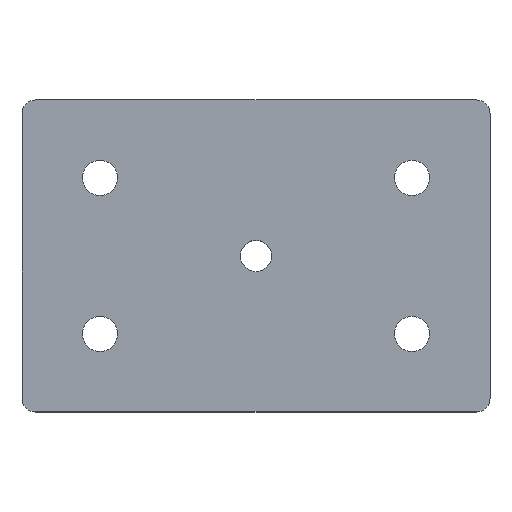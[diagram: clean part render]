
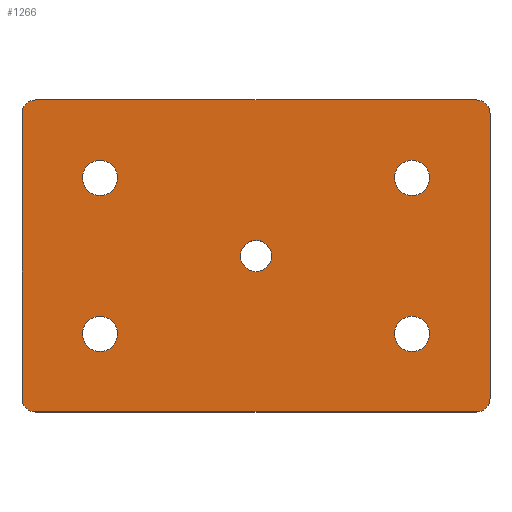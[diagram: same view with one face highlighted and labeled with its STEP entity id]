
A CAD part, top view. The second image highlights one B-rep face of the part: STEP entity #1266.
In plain terms, the highlighted planar face has unit normal (0, 0, 1).
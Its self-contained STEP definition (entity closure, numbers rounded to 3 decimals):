
#132=CARTESIAN_POINT('',(0.,-4.5,61.2));
#133=VERTEX_POINT('',#132);
#149=CARTESIAN_POINT('',(0.,4.5,61.2));
#150=VERTEX_POINT('',#149);
#157=CARTESIAN_POINT('',(0.0,0.0,61.2));
#158=DIRECTION('',(0.0,0.0,-1.0));
#159=DIRECTION('',(0.0,-1.0,0.0));
#160=AXIS2_PLACEMENT_3D('',#157,#158,#159);
#161=CIRCLE('',#160,4.5);
#162=EDGE_CURVE('',#133,#150,#161,.T.);
#216=CARTESIAN_POINT('',(0.,35.5,61.2));
#217=VERTEX_POINT('',#216);
#233=CARTESIAN_POINT('',(0.,44.5,61.2));
#234=VERTEX_POINT('',#233);
#241=CARTESIAN_POINT('',(0.0,40.0,61.2));
#242=DIRECTION('',(0.0,0.0,-1.0));
#243=DIRECTION('',(0.0,-1.0,0.0));
#244=AXIS2_PLACEMENT_3D('',#241,#242,#243);
#245=CIRCLE('',#244,4.5);
#246=EDGE_CURVE('',#217,#234,#245,.T.);
#300=CARTESIAN_POINT('',(80.,-4.5,61.2));
#301=VERTEX_POINT('',#300);
#317=CARTESIAN_POINT('',(80.0,4.5,61.2));
#318=VERTEX_POINT('',#317);
#325=CARTESIAN_POINT('',(80.0,0.,61.2));
#326=DIRECTION('',(0.0,0.0,-1.0));
#327=DIRECTION('',(0.0,-1.0,0.0));
#328=AXIS2_PLACEMENT_3D('',#325,#326,#327);
#329=CIRCLE('',#328,4.5);
#330=EDGE_CURVE('',#301,#318,#329,.T.);
#384=CARTESIAN_POINT('',(80.,35.5,61.2));
#385=VERTEX_POINT('',#384);
#401=CARTESIAN_POINT('',(80.0,44.5,61.2));
#402=VERTEX_POINT('',#401);
#409=CARTESIAN_POINT('',(80.0,40.0,61.2));
#410=DIRECTION('',(0.0,0.0,-1.0));
#411=DIRECTION('',(0.0,-1.0,0.0));
#412=AXIS2_PLACEMENT_3D('',#409,#410,#411);
#413=CIRCLE('',#412,4.5);
#414=EDGE_CURVE('',#385,#402,#413,.T.);
#468=CARTESIAN_POINT('',(40.0,16.0,61.2));
#469=VERTEX_POINT('',#468);
#485=CARTESIAN_POINT('',(40.,24.0,61.2));
#486=VERTEX_POINT('',#485);
#493=CARTESIAN_POINT('',(40.0,20.0,61.2));
#494=DIRECTION('',(0.0,0.0,-1.0));
#495=DIRECTION('',(0.0,-1.0,0.0));
#496=AXIS2_PLACEMENT_3D('',#493,#494,#495);
#497=CIRCLE('',#496,4.0);
#498=EDGE_CURVE('',#469,#486,#497,.T.);
#648=CARTESIAN_POINT('',(-16.5,-20.0,61.2));
#649=VERTEX_POINT('',#648);
#650=CARTESIAN_POINT('',(-20.0,-16.5,61.2));
#651=VERTEX_POINT('',#650);
#652=CARTESIAN_POINT('',(-16.5,-16.5,61.2));
#653=DIRECTION('',(0.,0.,-1.0));
#654=DIRECTION('',(-0.707,-0.707,0.));
#655=AXIS2_PLACEMENT_3D('',#652,#653,#654);
#656=CIRCLE('',#655,3.5);
#657=EDGE_CURVE('',#649,#651,#656,.T.);
#724=CARTESIAN_POINT('',(-20.0,56.5,61.2));
#725=VERTEX_POINT('',#724);
#726=CARTESIAN_POINT('',(-16.5,60.,61.2));
#727=VERTEX_POINT('',#726);
#728=CARTESIAN_POINT('',(-16.5,56.5,61.2));
#729=DIRECTION('',(0.,0.,-1.0));
#730=DIRECTION('',(-0.707,0.707,0.));
#731=AXIS2_PLACEMENT_3D('',#728,#729,#730);
#732=CIRCLE('',#731,3.5);
#733=EDGE_CURVE('',#725,#727,#732,.T.);
#778=CARTESIAN_POINT('',(100.0,-16.5,61.2));
#779=VERTEX_POINT('',#778);
#780=CARTESIAN_POINT('',(96.5,-20.0,61.2));
#781=VERTEX_POINT('',#780);
#782=CARTESIAN_POINT('',(96.5,-16.5,61.2));
#783=DIRECTION('',(0.,0.,-1.0));
#784=DIRECTION('',(0.707,-0.707,0.));
#785=AXIS2_PLACEMENT_3D('',#782,#783,#784);
#786=CIRCLE('',#785,3.5);
#787=EDGE_CURVE('',#779,#781,#786,.T.);
#832=CARTESIAN_POINT('',(96.5,60.,61.2));
#833=VERTEX_POINT('',#832);
#834=CARTESIAN_POINT('',(100.0,56.5,61.2));
#835=VERTEX_POINT('',#834);
#836=CARTESIAN_POINT('',(96.5,56.5,61.2));
#837=DIRECTION('',(0.,0.,-1.0));
#838=DIRECTION('',(0.707,0.707,0.));
#839=AXIS2_PLACEMENT_3D('',#836,#837,#838);
#840=CIRCLE('',#839,3.5);
#841=EDGE_CURVE('',#833,#835,#840,.T.);
#867=CARTESIAN_POINT('',(-20.0,56.5,61.2));
#868=DIRECTION('',(0.0,-1.0,0.0));
#869=VECTOR('',#868,73.0);
#870=LINE('',#867,#869);
#871=EDGE_CURVE('',#725,#651,#870,.T.);
#884=CARTESIAN_POINT('',(-16.5,-20.0,61.2));
#885=DIRECTION('',(1.0,0.0,0.0));
#886=VECTOR('',#885,113.0);
#887=LINE('',#884,#886);
#888=EDGE_CURVE('',#649,#781,#887,.T.);
#961=CARTESIAN_POINT('',(40.0,20.0,61.2));
#962=DIRECTION('',(0.0,0.0,-1.0));
#963=DIRECTION('',(0.0,-1.0,0.0));
#964=AXIS2_PLACEMENT_3D('',#961,#962,#963);
#965=CIRCLE('',#964,4.0);
#966=EDGE_CURVE('',#486,#469,#965,.T.);
#1017=CARTESIAN_POINT('',(80.0,40.0,61.2));
#1018=DIRECTION('',(0.0,0.0,-1.0));
#1019=DIRECTION('',(0.0,-1.0,0.0));
#1020=AXIS2_PLACEMENT_3D('',#1017,#1018,#1019);
#1021=CIRCLE('',#1020,4.5);
#1022=EDGE_CURVE('',#402,#385,#1021,.T.);
#1073=CARTESIAN_POINT('',(80.0,0.,61.2));
#1074=DIRECTION('',(0.0,0.0,-1.0));
#1075=DIRECTION('',(0.0,-1.0,0.0));
#1076=AXIS2_PLACEMENT_3D('',#1073,#1074,#1075);
#1077=CIRCLE('',#1076,4.5);
#1078=EDGE_CURVE('',#318,#301,#1077,.T.);
#1129=CARTESIAN_POINT('',(0.0,40.0,61.2));
#1130=DIRECTION('',(0.0,0.0,-1.0));
#1131=DIRECTION('',(0.0,-1.0,0.0));
#1132=AXIS2_PLACEMENT_3D('',#1129,#1130,#1131);
#1133=CIRCLE('',#1132,4.5);
#1134=EDGE_CURVE('',#234,#217,#1133,.T.);
#1185=CARTESIAN_POINT('',(0.0,0.0,61.2));
#1186=DIRECTION('',(0.0,0.0,-1.0));
#1187=DIRECTION('',(0.0,-1.0,0.0));
#1188=AXIS2_PLACEMENT_3D('',#1185,#1186,#1187);
#1189=CIRCLE('',#1188,4.5);
#1190=EDGE_CURVE('',#150,#133,#1189,.T.);
#1203=CARTESIAN_POINT('',(100.0,-16.5,61.2));
#1204=DIRECTION('',(0.0,1.0,0.0));
#1205=VECTOR('',#1204,73.);
#1206=LINE('',#1203,#1205);
#1207=EDGE_CURVE('',#779,#835,#1206,.T.);
#1220=CARTESIAN_POINT('',(96.5,60.,61.2));
#1221=DIRECTION('',(-1.0,0.0,0.0));
#1222=VECTOR('',#1221,113.0);
#1223=LINE('',#1220,#1222);
#1224=EDGE_CURVE('',#833,#727,#1223,.T.);
#1231=CARTESIAN_POINT('',(40.0,20.0,61.2));
#1232=DIRECTION('',(0.0,0.0,-1.0));
#1233=DIRECTION('',(0.0,1.0,0.0));
#1234=AXIS2_PLACEMENT_3D('',#1231,#1232,#1233);
#1235=PLANE('',#1234);
#1236=ORIENTED_EDGE('',*,*,#733,.F.);
#1237=ORIENTED_EDGE('',*,*,#871,.T.);
#1238=ORIENTED_EDGE('',*,*,#657,.F.);
#1239=ORIENTED_EDGE('',*,*,#888,.T.);
#1240=ORIENTED_EDGE('',*,*,#787,.F.);
#1241=ORIENTED_EDGE('',*,*,#1207,.T.);
#1242=ORIENTED_EDGE('',*,*,#841,.F.);
#1243=ORIENTED_EDGE('',*,*,#1224,.T.);
#1244=EDGE_LOOP('',(#1236,#1237,#1238,#1239,#1240,#1241,#1242,#1243));
#1245=FACE_OUTER_BOUND('',#1244,.T.);
#1246=ORIENTED_EDGE('',*,*,#966,.T.);
#1247=ORIENTED_EDGE('',*,*,#498,.T.);
#1248=EDGE_LOOP('',(#1246,#1247));
#1249=FACE_BOUND('',#1248,.T.);
#1250=ORIENTED_EDGE('',*,*,#1022,.T.);
#1251=ORIENTED_EDGE('',*,*,#414,.T.);
#1252=EDGE_LOOP('',(#1250,#1251));
#1253=FACE_BOUND('',#1252,.T.);
#1254=ORIENTED_EDGE('',*,*,#1078,.T.);
#1255=ORIENTED_EDGE('',*,*,#330,.T.);
#1256=EDGE_LOOP('',(#1254,#1255));
#1257=FACE_BOUND('',#1256,.T.);
#1258=ORIENTED_EDGE('',*,*,#1134,.T.);
#1259=ORIENTED_EDGE('',*,*,#246,.T.);
#1260=EDGE_LOOP('',(#1258,#1259));
#1261=FACE_BOUND('',#1260,.T.);
#1262=ORIENTED_EDGE('',*,*,#1190,.T.);
#1263=ORIENTED_EDGE('',*,*,#162,.T.);
#1264=EDGE_LOOP('',(#1262,#1263));
#1265=FACE_BOUND('',#1264,.T.);
#1266=ADVANCED_FACE('',(#1245,#1249,#1253,#1257,#1261,#1265),#1235,.F.);
